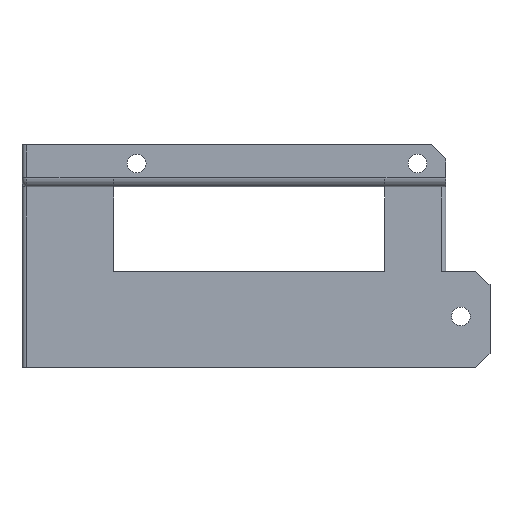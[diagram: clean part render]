
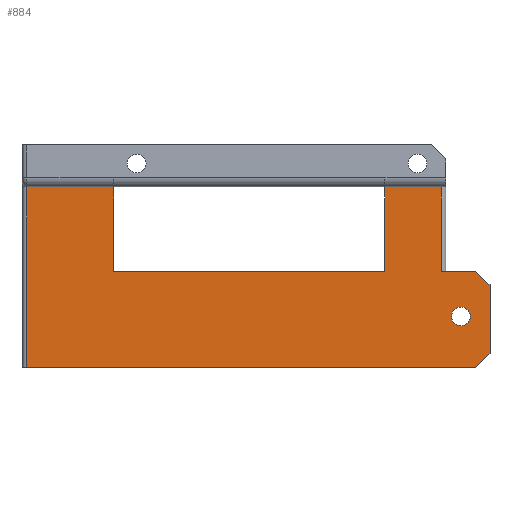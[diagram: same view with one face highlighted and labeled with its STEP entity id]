
A CAD part, left-side view. The second image highlights one B-rep face of the part: STEP entity #884.
In plain terms, the highlighted planar face has unit normal (-1, 0, 0).
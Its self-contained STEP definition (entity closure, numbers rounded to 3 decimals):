
#256 = VERTEX_POINT('',#257);
#257 = CARTESIAN_POINT('',(7.,-39.558,-27.));
#264 = EDGE_CURVE('',#265,#256,#267,.T.);
#265 = VERTEX_POINT('',#266);
#266 = CARTESIAN_POINT('',(7.,-40.558,-27.));
#267 = LINE('',#268,#269);
#268 = CARTESIAN_POINT('',(7.,4.721,-27.));
#269 = VECTOR('',#270,1.);
#270 = DIRECTION('',(0.,1.,0.));
#272 = EDGE_CURVE('',#273,#265,#275,.T.);
#273 = VERTEX_POINT('',#274);
#274 = CARTESIAN_POINT('',(7.,-47.,-27.));
#275 = LINE('',#276,#277);
#276 = CARTESIAN_POINT('',(7.,4.721,-27.));
#277 = VECTOR('',#278,1.);
#278 = DIRECTION('',(0.,1.,0.));
#327 = EDGE_CURVE('',#273,#328,#330,.T.);
#328 = VERTEX_POINT('',#329);
#329 = CARTESIAN_POINT('',(7.,-50.,-30.));
#330 = LINE('',#331,#332);
#331 = CARTESIAN_POINT('',(7.,-28.625,-8.625));
#332 = VECTOR('',#333,1.);
#333 = DIRECTION('',(0.,-0.707,-0.707));
#480 = EDGE_CURVE('',#481,#328,#483,.T.);
#481 = VERTEX_POINT('',#482);
#482 = CARTESIAN_POINT('',(7.,-50.,-44.5));
#483 = LINE('',#484,#485);
#484 = CARTESIAN_POINT('',(7.,-50.,-47.5));
#485 = VECTOR('',#486,1.);
#486 = DIRECTION('',(0.,0.,1.));
#588 = VERTEX_POINT('',#589);
#589 = CARTESIAN_POINT('',(7.,-27.558,-27.));
#605 = VERTEX_POINT('',#606);
#606 = CARTESIAN_POINT('',(7.,30.442,-27.));
#612 = EDGE_CURVE('',#588,#605,#613,.T.);
#613 = LINE('',#614,#615);
#614 = CARTESIAN_POINT('',(7.,40.221,-27.));
#615 = VECTOR('',#616,1.);
#616 = DIRECTION('',(0.,1.,0.));
#653 = VERTEX_POINT('',#654);
#654 = CARTESIAN_POINT('',(7.,30.442,-9.));
#660 = EDGE_CURVE('',#605,#653,#661,.T.);
#661 = LINE('',#662,#663);
#662 = CARTESIAN_POINT('',(7.,30.442,-28.25));
#663 = VECTOR('',#664,1.);
#664 = DIRECTION('',(0.,0.,1.));
#676 = VERTEX_POINT('',#677);
#677 = CARTESIAN_POINT('',(7.,-27.558,-9.));
#817 = VERTEX_POINT('',#818);
#818 = CARTESIAN_POINT('',(7.,-39.558,-9.));
#825 = EDGE_CURVE('',#256,#817,#826,.T.);
#826 = LINE('',#827,#828);
#827 = CARTESIAN_POINT('',(7.,-39.558,-27.));
#828 = VECTOR('',#829,1.);
#829 = DIRECTION('',(0.,0.,1.));
#864 = EDGE_CURVE('',#676,#817,#865,.T.);
#865 = LINE('',#866,#867);
#866 = CARTESIAN_POINT('',(7.,50.,-9.));
#867 = VECTOR('',#868,1.);
#868 = DIRECTION('',(0.,-1.,0.));
#884 = ADVANCED_FACE('',(#885,#931),#942,.T.);
#885 = FACE_BOUND('',#886,.T.);
#886 = EDGE_LOOP('',(#887,#888,#889,#890,#891,#892,#893,#899,#900,#901,
    #909,#917,#925));
#887 = ORIENTED_EDGE('',*,*,#480,.T.);
#888 = ORIENTED_EDGE('',*,*,#327,.F.);
#889 = ORIENTED_EDGE('',*,*,#272,.T.);
#890 = ORIENTED_EDGE('',*,*,#264,.T.);
#891 = ORIENTED_EDGE('',*,*,#825,.T.);
#892 = ORIENTED_EDGE('',*,*,#864,.F.);
#893 = ORIENTED_EDGE('',*,*,#894,.T.);
#894 = EDGE_CURVE('',#676,#588,#895,.T.);
#895 = LINE('',#896,#897);
#896 = CARTESIAN_POINT('',(7.,-27.558,-37.25));
#897 = VECTOR('',#898,1.);
#898 = DIRECTION('',(0.,0.,-1.));
#899 = ORIENTED_EDGE('',*,*,#612,.T.);
#900 = ORIENTED_EDGE('',*,*,#660,.T.);
#901 = ORIENTED_EDGE('',*,*,#902,.F.);
#902 = EDGE_CURVE('',#903,#653,#905,.T.);
#903 = VERTEX_POINT('',#904);
#904 = CARTESIAN_POINT('',(7.,49.,-9.));
#905 = LINE('',#906,#907);
#906 = CARTESIAN_POINT('',(7.,50.,-9.));
#907 = VECTOR('',#908,1.);
#908 = DIRECTION('',(0.,-1.,0.));
#909 = ORIENTED_EDGE('',*,*,#910,.F.);
#910 = EDGE_CURVE('',#911,#903,#913,.T.);
#911 = VERTEX_POINT('',#912);
#912 = CARTESIAN_POINT('',(7.,49.,-47.5));
#913 = LINE('',#914,#915);
#914 = CARTESIAN_POINT('',(7.,49.,-47.5));
#915 = VECTOR('',#916,1.);
#916 = DIRECTION('',(0.,0.,1.));
#917 = ORIENTED_EDGE('',*,*,#918,.T.);
#918 = EDGE_CURVE('',#911,#919,#921,.T.);
#919 = VERTEX_POINT('',#920);
#920 = CARTESIAN_POINT('',(7.,-47.,-47.5));
#921 = LINE('',#922,#923);
#922 = CARTESIAN_POINT('',(7.,50.,-47.5));
#923 = VECTOR('',#924,1.);
#924 = DIRECTION('',(0.,-1.,0.));
#925 = ORIENTED_EDGE('',*,*,#926,.F.);
#926 = EDGE_CURVE('',#481,#919,#927,.T.);
#927 = LINE('',#928,#929);
#928 = CARTESIAN_POINT('',(7.,-23.5,-71.));
#929 = VECTOR('',#930,1.);
#930 = DIRECTION('',(0.,0.707,-0.707));
#931 = FACE_BOUND('',#932,.T.);
#932 = EDGE_LOOP('',(#933));
#933 = ORIENTED_EDGE('',*,*,#934,.F.);
#934 = EDGE_CURVE('',#935,#935,#937,.T.);
#935 = VERTEX_POINT('',#936);
#936 = CARTESIAN_POINT('',(7.,-41.78,-36.667));
#937 = CIRCLE('',#938,2.);
#938 = AXIS2_PLACEMENT_3D('',#939,#940,#941);
#939 = CARTESIAN_POINT('',(7.,-43.78,-36.667));
#940 = DIRECTION('',(-1.,0.,0.));
#941 = DIRECTION('',(0.,1.,0.));
#942 = PLANE('',#943);
#943 = AXIS2_PLACEMENT_3D('',#944,#945,#946);
#944 = CARTESIAN_POINT('',(7.,50.,-47.5));
#945 = DIRECTION('',(-1.,0.,0.));
#946 = DIRECTION('',(0.,0.,1.));
